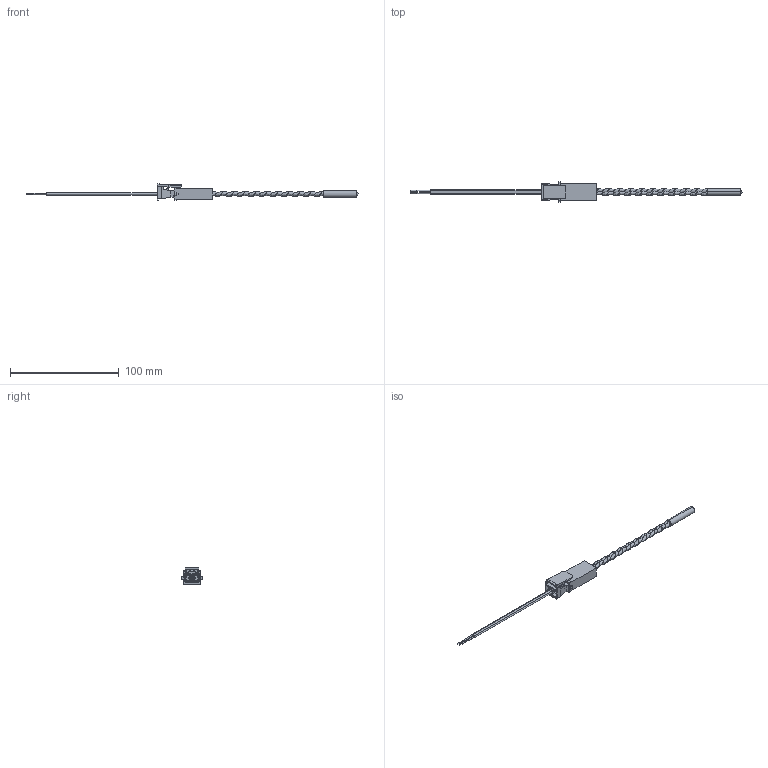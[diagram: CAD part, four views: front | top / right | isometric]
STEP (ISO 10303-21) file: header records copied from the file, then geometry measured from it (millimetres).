
FILE_DESCRIPTION (( 'STEP AP214' ), '1' );
FILE_NAME ('EMUX-LDx-y.STEP', '2017-07-20T20:47:14', ( 'test' ), ( '' ), 'SwSTEP 2.0', 'SolidWorks 2011', '' );
FILE_SCHEMA (( 'AUTOMOTIVE_DESIGN' ));
Length unit declared in the file: inch
Products named in the file (5): CN5429; EMUX-LDx-y; CN5428; CL2P
Assembly tree (4 placements, depth 2):
  EMUX-LDx-y
    CN5428
    CL2P
    CN5429
    EMUX-LDx-y
Bounding box: 305.56 x 18.92 x 15.24 mm (x, y, z)
Volume: 9831.3 mm3; surface area: 9787 mm2
Topology: 10 solids, 10 shells, 325 faces, 850 edges, 549 vertices
Faces by surface type: plane 232, bspline 54, cylinder 37, sphere 2
Entity records: 115658 total; most frequent: CARTESIAN_POINT 107179, ORIENTED_EDGE 1700, DIRECTION 1343, EDGE_CURVE 850, LINE 607, VECTOR 607, VERTEX_POINT 549, AXIS2_PLACEMENT_3D 368
